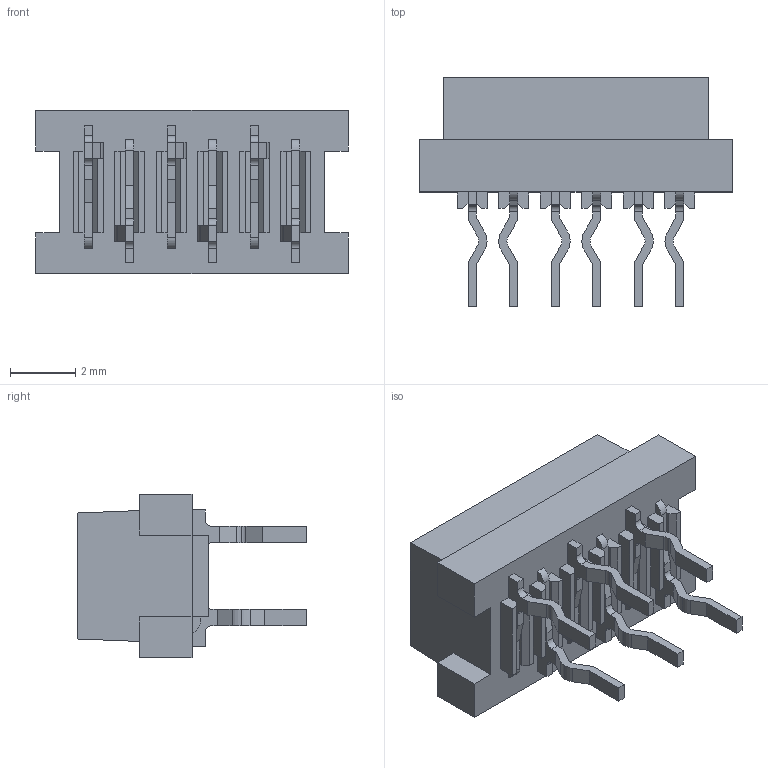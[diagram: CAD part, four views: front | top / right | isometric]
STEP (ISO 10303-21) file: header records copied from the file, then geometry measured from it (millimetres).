
FILE_DESCRIPTION(('STEP AP242'),'1');
FILE_NAME('57819.stp','2018-11-18T04:58:54',('TraceParts'),('TraceParts S.A.'),'Spatial InterOp 3D',' ',' ');
FILE_SCHEMA(('AP242_MANAGED_MODEL_BASED_3D_ENGINEERING_MIM_LF {1 0 10303 442 1 1 4}'));
Length unit declared in the file: millimetre
Products named in the file (1): 57819
Bounding box: 9.55 x 7 x 5 mm (x, y, z)
Volume: 132.4 mm3; surface area: 299.1 mm2
Topology: 1 solids, 1 shells, 522 faces, 1428 edges, 944 vertices
Faces by surface type: plane 456, cylinder 66
Entity records: 16287 total; most frequent: CARTESIAN_POINT 2895, ORIENTED_EDGE 2856, DIRECTION 2606, EDGE_CURVE 1428, LINE 1296, VECTOR 1296, VERTEX_POINT 944, AXIS2_PLACEMENT_3D 655
